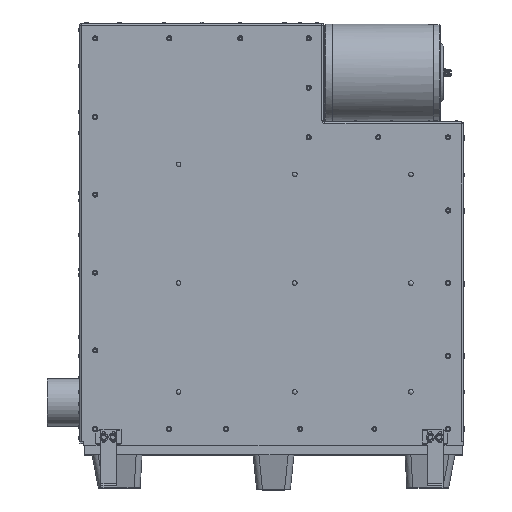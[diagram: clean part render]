
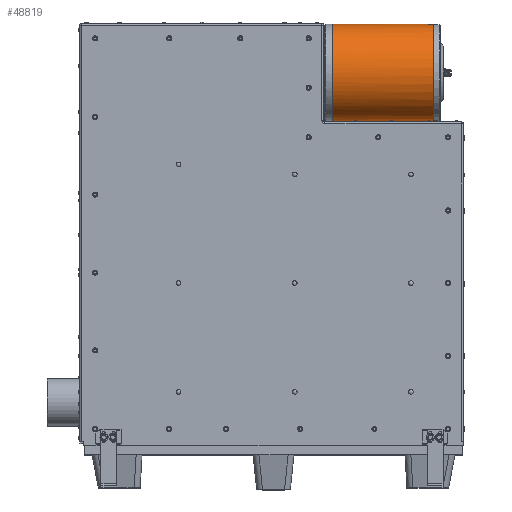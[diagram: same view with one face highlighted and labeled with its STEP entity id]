
A CAD part, top view. The second image highlights one B-rep face of the part: STEP entity #48819.
In plain terms, the highlighted cylindrical face has radius 155.448 mm (diameter 310.896 mm), a full revolution.
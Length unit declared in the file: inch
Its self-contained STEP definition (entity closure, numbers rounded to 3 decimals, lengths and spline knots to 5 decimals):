
#13657=FACE_BOUND('',#18183,.T.);
#15021=FACE_OUTER_BOUND('',#18182,.T.);
#18182=EDGE_LOOP('',(#36359));
#18183=EDGE_LOOP('',(#36360));
#22119=CIRCLE('',#52143,6.12);
#22212=CIRCLE('',#52301,6.12);
#23775=VERTEX_POINT('',#89042);
#23937=VERTEX_POINT('',#96581);
#28616=EDGE_CURVE('',#23775,#23775,#22119,.T.);
#28840=EDGE_CURVE('',#23937,#23937,#22212,.T.);
#36359=ORIENTED_EDGE('',*,*,#28616,.F.);
#36360=ORIENTED_EDGE('',*,*,#28840,.F.);
#47961=CYLINDRICAL_SURFACE('',#52300,6.12);
#48819=ADVANCED_FACE('',(#15021,#13657),#47961,.T.);
#52143=AXIS2_PLACEMENT_3D('',#89043,#57571,#57572);
#52300=AXIS2_PLACEMENT_3D('',#96580,#57924,#57925);
#52301=AXIS2_PLACEMENT_3D('',#96582,#57926,#57927);
#57571=DIRECTION('center_axis',(1.,0.,0.));
#57572=DIRECTION('ref_axis',(0.,0.276,0.961));
#57924=DIRECTION('center_axis',(1.,0.,0.));
#57925=DIRECTION('ref_axis',(0.,0.276,0.961));
#57926=DIRECTION('center_axis',(-1.,0.,0.));
#57927=DIRECTION('ref_axis',(0.,0.276,0.961));
#89042=CARTESIAN_POINT('',(21.21786,21.84408,8.74202));
#89043=CARTESIAN_POINT('Origin',(21.21786,23.53077,14.625));
#96580=CARTESIAN_POINT('Origin',(8.46786,23.53077,14.625));
#96581=CARTESIAN_POINT('',(8.46786,21.84408,8.74202));
#96582=CARTESIAN_POINT('Origin',(8.46786,23.53077,14.625));
